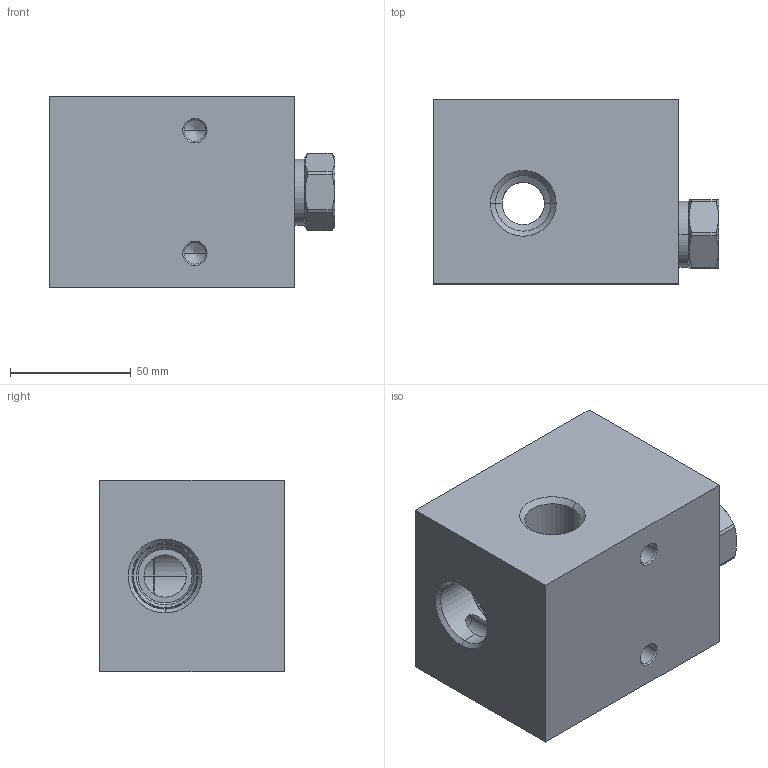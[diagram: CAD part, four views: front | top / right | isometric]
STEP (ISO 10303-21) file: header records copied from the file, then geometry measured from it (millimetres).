
FILE_DESCRIPTION((''),'2;1');
FILE_NAME('B3D_ASM','2021-12-30T',('ProEService'),(''),'PRO/ENGINEER BY PARAMETRIC TECHNOLOGY CORPORATION, 2014200','PRO/ENGINEER BY PARAMETRIC TECHNOLOGY CORPORATION, 2014200','');
FILE_SCHEMA(('CONFIG_CONTROL_DESIGN'));
Length unit declared in the file: inch
Products named in the file (3): 151-158-003; CXEDXCN; B3D_ASM
Assembly tree (2 placements, depth 2):
  B3D_ASM
    151-158-003
    CXEDXCN
Bounding box: 118.26 x 76.2 x 79.38 mm (x, y, z)
Volume: 532949.2 mm3; surface area: 70002.3 mm2
Topology: 4 solids, 5 shells, 275 faces, 909 edges, 737 vertices
Faces by surface type: cylinder 112, cone 72, plane 53, torus 26, revolution 8, sphere 4
Entity records: 11316 total; most frequent: CARTESIAN_POINT 3489, DIRECTION 1676, ORIENTED_EDGE 1296, EDGE_CURVE 648, AXIS2_PLACEMENT_3D 591, VECTOR 486, LINE 486, VERTEX_POINT 393
